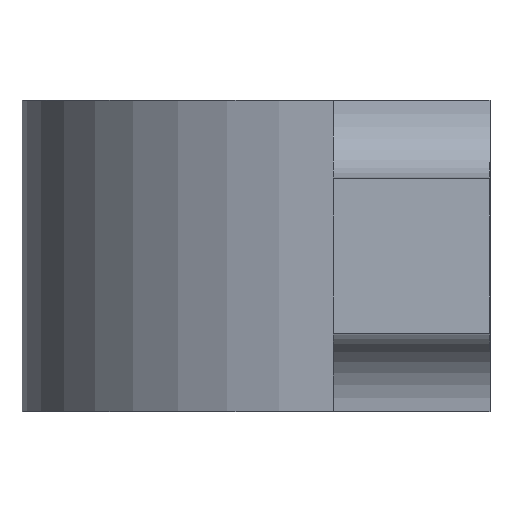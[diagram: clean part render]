
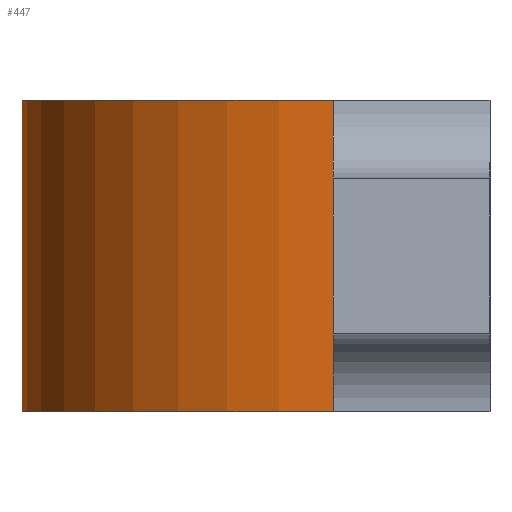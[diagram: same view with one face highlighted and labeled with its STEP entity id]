
A CAD part, left-side view. The second image highlights one B-rep face of the part: STEP entity #447.
In plain terms, the highlighted cylindrical face has radius 1 mm (diameter 2 mm), a partial arc.
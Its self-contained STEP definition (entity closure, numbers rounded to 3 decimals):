
#8 = CARTESIAN_POINT ( 'NONE',  ( 1., 0.5, -0.125 ) ) ;
#11 = VECTOR ( 'NONE', #1386, 1000. ) ;
#68 = DIRECTION ( 'NONE',  ( 0., 0., 1. ) ) ;
#108 = AXIS2_PLACEMENT_3D ( 'NONE', #244, #683, #1127 ) ;
#112 = LINE ( 'NONE', #1449, #386 ) ;
#113 = ORIENTED_EDGE ( 'NONE', *, *, #723, .F. ) ;
#121 = EDGE_CURVE ( 'NONE', #438, #1120, #1199, .T. ) ;
#124 = DIRECTION ( 'NONE',  ( 0., -1., 0. ) ) ;
#132 = CARTESIAN_POINT ( 'NONE',  ( 1., 0.5, -2.736 ) ) ;
#143 = LINE ( 'NONE', #1260, #498 ) ;
#156 = CARTESIAN_POINT ( 'NONE',  ( -1., 0.5, -2.736 ) ) ;
#160 = VERTEX_POINT ( 'NONE', #1447 ) ;
#168 = DIRECTION ( 'NONE',  ( 0., 0., 1. ) ) ;
#190 = AXIS2_PLACEMENT_3D ( 'NONE', #1414, #68, #1384 ) ;
#218 = ORIENTED_EDGE ( 'NONE', *, *, #1136, .T. ) ;
#244 = CARTESIAN_POINT ( 'NONE',  ( 0., 0.5, -0.5 ) ) ;
#257 = EDGE_LOOP ( 'NONE', ( #559, #902, #113, #1306, #218, #496, #1101, #1153, #1355, #1349, #567, #718 ) ) ;
#310 = CARTESIAN_POINT ( 'NONE',  ( 1., 0.501, 0. ) ) ;
#316 = LINE ( 'NONE', #1116, #557 ) ;
#328 = EDGE_CURVE ( 'NONE', #968, #1404, #913, .T. ) ;
#353 = VERTEX_POINT ( 'NONE', #700 ) ;
#373 = VERTEX_POINT ( 'NONE', #1154 ) ;
#386 = VECTOR ( 'NONE', #124, 1000. ) ;
#392 = LINE ( 'NONE', #310, #1365 ) ;
#395 = EDGE_CURVE ( 'NONE', #889, #160, #143, .T. ) ;
#402 = DIRECTION ( 'NONE',  ( 0., 0., -1. ) ) ;
#438 = VERTEX_POINT ( 'NONE', #862 ) ;
#443 = DIRECTION ( 'NONE',  ( 0., -1., 0. ) ) ;
#447 = ADVANCED_FACE ( 'NONE', ( #634 ), #1192, .T. ) ;
#464 = DIRECTION ( 'NONE',  ( 0., 0., -1. ) ) ;
#496 = ORIENTED_EDGE ( 'NONE', *, *, #767, .T. ) ;
#498 = VECTOR ( 'NONE', #693, 1000. ) ;
#543 = DIRECTION ( 'NONE',  ( 0., 0., 1. ) ) ;
#545 = CARTESIAN_POINT ( 'NONE',  ( 1., 0.501, -0.5 ) ) ;
#557 = VECTOR ( 'NONE', #464, 1000. ) ;
#559 = ORIENTED_EDGE ( 'NONE', *, *, #1074, .F. ) ;
#566 = CARTESIAN_POINT ( 'NONE',  ( 1., 0.501, -0.125 ) ) ;
#567 = ORIENTED_EDGE ( 'NONE', *, *, #395, .T. ) ;
#603 = VERTEX_POINT ( 'NONE', #8 ) ;
#626 = DIRECTION ( 'NONE',  ( 1., 0., 0. ) ) ;
#634 = FACE_OUTER_BOUND ( 'NONE', #257, .T. ) ;
#666 = EDGE_CURVE ( 'NONE', #603, #160, #1142, .T. ) ;
#683 = DIRECTION ( 'NONE',  ( 0., 0., -1. ) ) ;
#693 = DIRECTION ( 'NONE',  ( 0., -1., 0. ) ) ;
#700 = CARTESIAN_POINT ( 'NONE',  ( 1., 0.501, -0.125 ) ) ;
#718 = ORIENTED_EDGE ( 'NONE', *, *, #666, .F. ) ;
#723 = EDGE_CURVE ( 'NONE', #373, #1361, #1087, .T. ) ;
#732 = CARTESIAN_POINT ( 'NONE',  ( 0., 0.5, 0.5 ) ) ;
#767 = EDGE_CURVE ( 'NONE', #1113, #1404, #1281, .T. ) ;
#770 = DIRECTION ( 'NONE',  ( 0., 0., -1. ) ) ;
#782 = LINE ( 'NONE', #566, #1330 ) ;
#817 = CARTESIAN_POINT ( 'NONE',  ( -1., 0.501, 0.125 ) ) ;
#818 = LINE ( 'NONE', #1266, #11 ) ;
#842 = DIRECTION ( 'NONE',  ( 0., 0., 1. ) ) ;
#862 = CARTESIAN_POINT ( 'NONE',  ( 1., 0.501, 0.5 ) ) ;
#889 = VERTEX_POINT ( 'NONE', #1426 ) ;
#902 = ORIENTED_EDGE ( 'NONE', *, *, #1268, .T. ) ;
#913 = LINE ( 'NONE', #817, #962 ) ;
#914 = CARTESIAN_POINT ( 'NONE',  ( -1., 0.5, -0.125 ) ) ;
#920 = EDGE_CURVE ( 'NONE', #1444, #373, #1320, .T. ) ;
#962 = VECTOR ( 'NONE', #1161, 1000. ) ;
#968 = VERTEX_POINT ( 'NONE', #1090 ) ;
#1010 = AXIS2_PLACEMENT_3D ( 'NONE', #732, #168, #626 ) ;
#1074 = EDGE_CURVE ( 'NONE', #353, #603, #782, .T. ) ;
#1087 = CIRCLE ( 'NONE', #108, 1. ) ;
#1090 = CARTESIAN_POINT ( 'NONE',  ( -1., 0.501, 0.125 ) ) ;
#1101 = ORIENTED_EDGE ( 'NONE', *, *, #328, .F. ) ;
#1113 = VERTEX_POINT ( 'NONE', #914 ) ;
#1116 = CARTESIAN_POINT ( 'NONE',  ( -1., 0.501, 0. ) ) ;
#1120 = VERTEX_POINT ( 'NONE', #1333 ) ;
#1127 = DIRECTION ( 'NONE',  ( 1., 0., 0. ) ) ;
#1136 = EDGE_CURVE ( 'NONE', #1444, #1113, #112, .T. ) ;
#1142 = LINE ( 'NONE', #132, #1431 ) ;
#1153 = ORIENTED_EDGE ( 'NONE', *, *, #1434, .F. ) ;
#1154 = CARTESIAN_POINT ( 'NONE',  ( -1., 0.501, -0.5 ) ) ;
#1161 = DIRECTION ( 'NONE',  ( 0., -1., 0. ) ) ;
#1192 = CYLINDRICAL_SURFACE ( 'NONE', #190, 1. ) ;
#1199 = CIRCLE ( 'NONE', #1010, 1. ) ;
#1211 = CARTESIAN_POINT ( 'NONE',  ( -1., 0.501, 0. ) ) ;
#1218 = VECTOR ( 'NONE', #770, 1000. ) ;
#1241 = EDGE_CURVE ( 'NONE', #889, #438, #818, .T. ) ;
#1260 = CARTESIAN_POINT ( 'NONE',  ( 1., 0.501, 0.125 ) ) ;
#1262 = VECTOR ( 'NONE', #842, 1000. ) ;
#1266 = CARTESIAN_POINT ( 'NONE',  ( 1., 0.501, 0. ) ) ;
#1268 = EDGE_CURVE ( 'NONE', #353, #1361, #392, .T. ) ;
#1281 = LINE ( 'NONE', #156, #1262 ) ;
#1306 = ORIENTED_EDGE ( 'NONE', *, *, #920, .F. ) ;
#1320 = LINE ( 'NONE', #1211, #1218 ) ;
#1324 = CARTESIAN_POINT ( 'NONE',  ( -1., 0.501, -0.125 ) ) ;
#1330 = VECTOR ( 'NONE', #443, 1000. ) ;
#1333 = CARTESIAN_POINT ( 'NONE',  ( -1., 0.501, 0.5 ) ) ;
#1349 = ORIENTED_EDGE ( 'NONE', *, *, #1241, .F. ) ;
#1355 = ORIENTED_EDGE ( 'NONE', *, *, #121, .F. ) ;
#1361 = VERTEX_POINT ( 'NONE', #545 ) ;
#1365 = VECTOR ( 'NONE', #402, 1000. ) ;
#1384 = DIRECTION ( 'NONE',  ( 1., 0., 0. ) ) ;
#1386 = DIRECTION ( 'NONE',  ( 0., 0., 1. ) ) ;
#1404 = VERTEX_POINT ( 'NONE', #1417 ) ;
#1414 = CARTESIAN_POINT ( 'NONE',  ( 0., 0.5, -2.736 ) ) ;
#1417 = CARTESIAN_POINT ( 'NONE',  ( -1., 0.5, 0.125 ) ) ;
#1426 = CARTESIAN_POINT ( 'NONE',  ( 1., 0.501, 0.125 ) ) ;
#1431 = VECTOR ( 'NONE', #543, 1000. ) ;
#1434 = EDGE_CURVE ( 'NONE', #1120, #968, #316, .T. ) ;
#1444 = VERTEX_POINT ( 'NONE', #1324 ) ;
#1447 = CARTESIAN_POINT ( 'NONE',  ( 1., 0.5, 0.125 ) ) ;
#1449 = CARTESIAN_POINT ( 'NONE',  ( -1., 0.501, -0.125 ) ) ;
